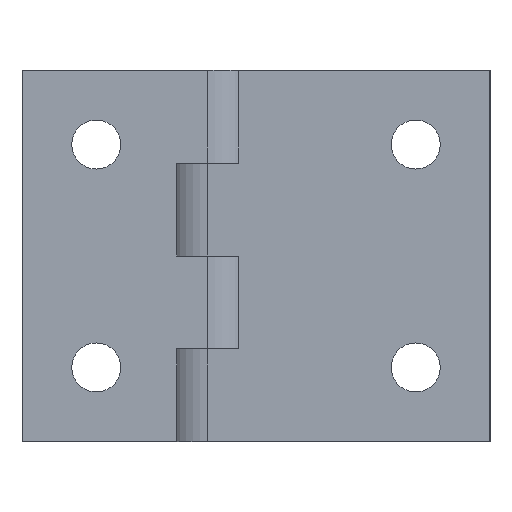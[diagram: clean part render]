
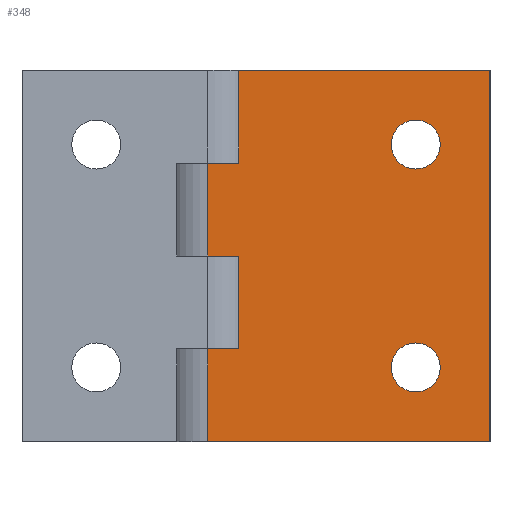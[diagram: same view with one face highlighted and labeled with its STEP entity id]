
A CAD part, front view. The second image highlights one B-rep face of the part: STEP entity #348.
In plain terms, the highlighted planar face has unit normal (-0.001, -1, 0).
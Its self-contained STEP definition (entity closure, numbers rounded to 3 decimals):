
#10 = EDGE_CURVE ( 'NONE', #2228, #2217, #719, .T. ) ;
#11 = EDGE_CURVE ( 'NONE', #2246, #2247, #718, .T. ) ;
#19 = EDGE_CURVE ( 'NONE', #2213, #2207, #733, .T. ) ;
#44 = EDGE_CURVE ( 'NONE', #2247, #2250, #772, .T. ) ;
#47 = EDGE_CURVE ( 'NONE', #2207, #2237, #778, .T. ) ;
#48 = EDGE_CURVE ( 'NONE', #2213, #2224, #780, .T. ) ;
#56 = AXIS2_PLACEMENT_3D ( 'NONE', #2328, #2329, #2330 ) ;
#59 = EDGE_CURVE ( 'NONE', #2237, #2238, #793, .T. ) ;
#74 = EDGE_CURVE ( 'NONE', #2249, #2250, #823, .T. ) ;
#80 = EDGE_CURVE ( 'NONE', #2195, #2224, #832, .T. ) ;
#89 = EDGE_CURVE ( 'NONE', #2194, #2219, #849, .T. ) ;
#100 = EDGE_CURVE ( 'NONE', #2217, #2228, #866, .T. ) ;
#104 = EDGE_CURVE ( 'NONE', #2246, #2238, #871, .T. ) ;
#110 = EDGE_CURVE ( 'NONE', #2249, #2195, #882, .T. ) ;
#348 = ADVANCED_FACE ( 'NONE', ( #967, #968, #969 ), #1316, .T. ) ;
#563 = EDGE_LOOP ( 'NONE', ( #663, #664, #665, #666, #667, #668, #669, #670, #671, #672 ) ) ;
#564 = EDGE_LOOP ( 'NONE', ( #661, #662 ) ) ;
#565 = EDGE_LOOP ( 'NONE', ( #659, #660 ) ) ;
#659 = ORIENTED_EDGE ( 'NONE', *, *, #89, .T. ) ;
#660 = ORIENTED_EDGE ( 'NONE', *, *, #2489, .T. ) ;
#661 = ORIENTED_EDGE ( 'NONE', *, *, #100, .T. ) ;
#662 = ORIENTED_EDGE ( 'NONE', *, *, #10, .T. ) ;
#663 = ORIENTED_EDGE ( 'NONE', *, *, #48, .T. ) ;
#664 = ORIENTED_EDGE ( 'NONE', *, *, #80, .F. ) ;
#665 = ORIENTED_EDGE ( 'NONE', *, *, #110, .F. ) ;
#666 = ORIENTED_EDGE ( 'NONE', *, *, #74, .T. ) ;
#667 = ORIENTED_EDGE ( 'NONE', *, *, #44, .F. ) ;
#668 = ORIENTED_EDGE ( 'NONE', *, *, #11, .F. ) ;
#669 = ORIENTED_EDGE ( 'NONE', *, *, #104, .T. ) ;
#670 = ORIENTED_EDGE ( 'NONE', *, *, #59, .F. ) ;
#671 = ORIENTED_EDGE ( 'NONE', *, *, #47, .F. ) ;
#672 = ORIENTED_EDGE ( 'NONE', *, *, #19, .F. ) ;
#718 = LINE ( 'NONE', #2331, #720 ) ;
#719 = CIRCLE ( 'NONE', #56, 3.3 ) ;
#720 = VECTOR ( 'NONE', #2332, 1000. ) ;
#733 = LINE ( 'NONE', #2345, #734 ) ;
#734 = VECTOR ( 'NONE', #2346, 1000. ) ;
#772 = LINE ( 'NONE', #2390, #773 ) ;
#773 = VECTOR ( 'NONE', #2391, 1000. ) ;
#778 = LINE ( 'NONE', #2396, #779 ) ;
#779 = VECTOR ( 'NONE', #2397, 1000. ) ;
#780 = LINE ( 'NONE', #2398, #781 ) ;
#781 = VECTOR ( 'NONE', #2399, 1000. ) ;
#793 = LINE ( 'NONE', #2424, #795 ) ;
#795 = VECTOR ( 'NONE', #2425, 1000. ) ;
#823 = LINE ( 'NONE', #2449, #824 ) ;
#824 = VECTOR ( 'NONE', #2450, 1000. ) ;
#832 = LINE ( 'NONE', #2460, #833 ) ;
#833 = VECTOR ( 'NONE', #2461, 1000. ) ;
#849 = CIRCLE ( 'NONE', #2509, 3.3 ) ;
#866 = CIRCLE ( 'NONE', #2557, 3.3 ) ;
#871 = LINE ( 'NONE', #1119, #872 ) ;
#872 = VECTOR ( 'NONE', #1120, 1000. ) ;
#882 = LINE ( 'NONE', #1132, #883 ) ;
#883 = VECTOR ( 'NONE', #1133, 1000. ) ;
#967 = FACE_BOUND ( 'NONE', #565, .T. ) ;
#968 = FACE_BOUND ( 'NONE', #564, .T. ) ;
#969 = FACE_OUTER_BOUND ( 'NONE', #563, .T. ) ;
#1108 = CARTESIAN_POINT ( 'NONE',  ( -34., 0., -10. ) ) ;
#1109 = DIRECTION ( 'NONE',  ( 0., 1., 0. ) ) ;
#1110 = DIRECTION ( 'NONE',  ( 0., 0., 1. ) ) ;
#1119 = CARTESIAN_POINT ( 'NONE',  ( -6., 0., -50. ) ) ;
#1120 = DIRECTION ( 'NONE',  ( 0., 0., 1. ) ) ;
#1132 = CARTESIAN_POINT ( 'NONE',  ( -44., 0., -50. ) ) ;
#1133 = DIRECTION ( 'NONE',  ( 0., 0., 1. ) ) ;
#1316 = PLANE ( 'NONE',  #1793 ) ;
#1317 = CARTESIAN_POINT ( 'NONE',  ( 0., 0., -50. ) ) ;
#1318 = DIRECTION ( 'NONE',  ( 0., -1., 0. ) ) ;
#1319 = DIRECTION ( 'NONE',  ( 1., 0., 0. ) ) ;
#1562 = CARTESIAN_POINT ( 'NONE',  ( -34., 0., -36.7 ) ) ;
#1563 = CARTESIAN_POINT ( 'NONE',  ( -44., 0., 0. ) ) ;
#1575 = CARTESIAN_POINT ( 'NONE',  ( -10.194, 0., -12.5 ) ) ;
#1581 = CARTESIAN_POINT ( 'NONE',  ( -6., 0., -12.5 ) ) ;
#1585 = CARTESIAN_POINT ( 'NONE',  ( -34., 0., -6.7 ) ) ;
#1587 = CARTESIAN_POINT ( 'NONE',  ( -34., 0., -43.3 ) ) ;
#1592 = CARTESIAN_POINT ( 'NONE',  ( -6., 0., 0. ) ) ;
#1596 = CARTESIAN_POINT ( 'NONE',  ( -34., 0., -13.3 ) ) ;
#1605 = CARTESIAN_POINT ( 'NONE',  ( -10.194, 0., -25. ) ) ;
#1606 = CARTESIAN_POINT ( 'NONE',  ( -6., 0., -25. ) ) ;
#1614 = CARTESIAN_POINT ( 'NONE',  ( -6., 0., -37.5 ) ) ;
#1615 = CARTESIAN_POINT ( 'NONE',  ( -10.194, 0., -37.5 ) ) ;
#1617 = CARTESIAN_POINT ( 'NONE',  ( -44., 0., -50. ) ) ;
#1618 = CARTESIAN_POINT ( 'NONE',  ( -10.194, 0., -50. ) ) ;
#1712 = CARTESIAN_POINT ( 'NONE',  ( -34., 0., -40. ) ) ;
#1713 = DIRECTION ( 'NONE',  ( 0., 1., 0. ) ) ;
#1714 = DIRECTION ( 'NONE',  ( 0., 0., 1. ) ) ;
#1793 = AXIS2_PLACEMENT_3D ( 'NONE', #1317, #1318, #1319 ) ;
#1842 = AXIS2_PLACEMENT_3D ( 'NONE', #1712, #1713, #1714 ) ;
#1971 = CIRCLE ( 'NONE', #1842, 3.3 ) ;
#2194 = VERTEX_POINT ( 'NONE', #1562 ) ;
#2195 = VERTEX_POINT ( 'NONE', #1563 ) ;
#2207 = VERTEX_POINT ( 'NONE', #1575 ) ;
#2213 = VERTEX_POINT ( 'NONE', #1581 ) ;
#2217 = VERTEX_POINT ( 'NONE', #1585 ) ;
#2219 = VERTEX_POINT ( 'NONE', #1587 ) ;
#2224 = VERTEX_POINT ( 'NONE', #1592 ) ;
#2228 = VERTEX_POINT ( 'NONE', #1596 ) ;
#2237 = VERTEX_POINT ( 'NONE', #1605 ) ;
#2238 = VERTEX_POINT ( 'NONE', #1606 ) ;
#2246 = VERTEX_POINT ( 'NONE', #1614 ) ;
#2247 = VERTEX_POINT ( 'NONE', #1615 ) ;
#2249 = VERTEX_POINT ( 'NONE', #1617 ) ;
#2250 = VERTEX_POINT ( 'NONE', #1618 ) ;
#2328 = CARTESIAN_POINT ( 'NONE',  ( -34., 0., -10. ) ) ;
#2329 = DIRECTION ( 'NONE',  ( 0., 1., 0. ) ) ;
#2330 = DIRECTION ( 'NONE',  ( 0., 0., 1. ) ) ;
#2331 = CARTESIAN_POINT ( 'NONE',  ( 0., 0., -37.5 ) ) ;
#2332 = DIRECTION ( 'NONE',  ( -1., 0., 0. ) ) ;
#2345 = CARTESIAN_POINT ( 'NONE',  ( 0., 0., -12.5 ) ) ;
#2346 = DIRECTION ( 'NONE',  ( -1., 0., 0. ) ) ;
#2390 = CARTESIAN_POINT ( 'NONE',  ( -10.194, 0., 0. ) ) ;
#2391 = DIRECTION ( 'NONE',  ( 0., 0., -1. ) ) ;
#2396 = CARTESIAN_POINT ( 'NONE',  ( -10.194, 0., 0. ) ) ;
#2397 = DIRECTION ( 'NONE',  ( 0., 0., -1. ) ) ;
#2398 = CARTESIAN_POINT ( 'NONE',  ( -6., 0., -50. ) ) ;
#2399 = DIRECTION ( 'NONE',  ( 0., 0., 1. ) ) ;
#2424 = CARTESIAN_POINT ( 'NONE',  ( 0., 0., -25. ) ) ;
#2425 = DIRECTION ( 'NONE',  ( 1., 0., 0. ) ) ;
#2449 = CARTESIAN_POINT ( 'NONE',  ( 0., 0., -50. ) ) ;
#2450 = DIRECTION ( 'NONE',  ( 1., 0., 0. ) ) ;
#2460 = CARTESIAN_POINT ( 'NONE',  ( 0., 0., 0. ) ) ;
#2461 = DIRECTION ( 'NONE',  ( 1., 0., 0. ) ) ;
#2489 = EDGE_CURVE ( 'NONE', #2219, #2194, #1971, .T. ) ;
#2509 = AXIS2_PLACEMENT_3D ( 'NONE', #2526, #2527, #2546 ) ;
#2526 = CARTESIAN_POINT ( 'NONE',  ( -34., 0., -40. ) ) ;
#2527 = DIRECTION ( 'NONE',  ( 0., 1., 0. ) ) ;
#2546 = DIRECTION ( 'NONE',  ( 0., 0., 1. ) ) ;
#2557 = AXIS2_PLACEMENT_3D ( 'NONE', #1108, #1109, #1110 ) ;
